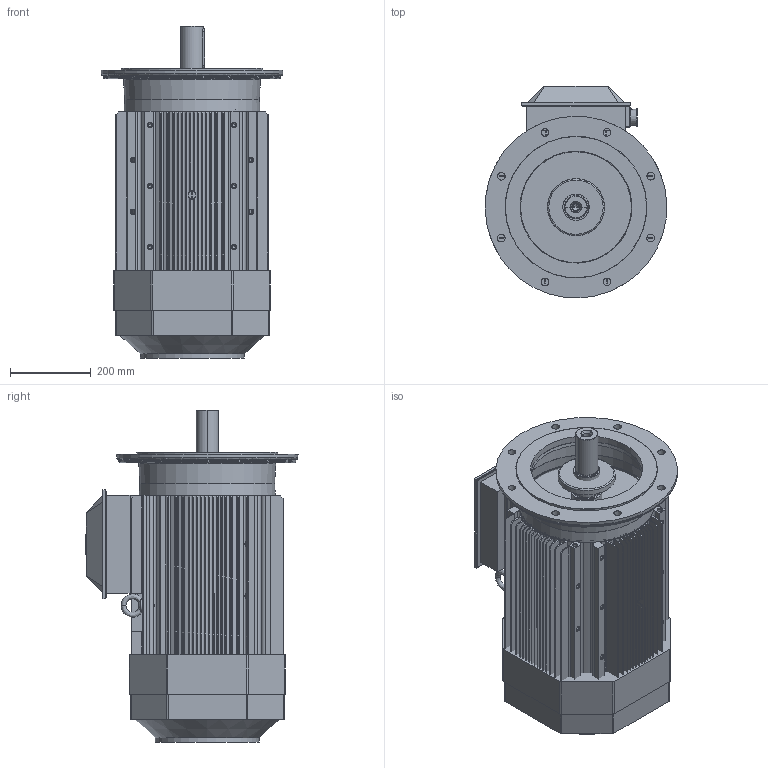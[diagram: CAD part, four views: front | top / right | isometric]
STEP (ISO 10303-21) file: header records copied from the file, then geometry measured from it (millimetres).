
FILE_DESCRIPTION(/* description */ (''),/* implementation_level */ '2;1');
FILE_NAME(/* name */ 'M2AA IE2 225 2P SMALL TERM.BOX B5.stp',/* time_stamp */ '2015-07-07T15:47:37+02:00',/* author */ (''),/* organization */ (''),/* preprocessor_version */ 'ST-DEVELOPER v14',/* originating_system */ 'SIEMENS PLM Software NX 8.0',/* authorisation */ '');
FILE_SCHEMA (('AUTOMOTIVE_DESIGN { 1 0 10303 214 3 1 1 1 }'));
Products named in the file (1): M2AA IE2 225 2P SMALL TERM.BOX B5_igs
Bounding box: 449.26 x 524.53 x 821.14 mm (x, y, z)
Volume: 40124752.2 mm3; surface area: 3718277.2 mm2
Topology: 6 solids, 1013 shells, 1212 faces, 5543 edges, 5204 vertices
Faces by surface type: cylinder 523, plane 508, cone 118, bspline 32, torus 31
Full cylindrical faces by diameter (mm): 3.3 x4, 5.5 x4, 10.106 x6, 10.2 x36, 11 x1, 12 x22, 16 x2, 19 x8, 20 x1, 20.127 x2, 30 x2, 34 x1, 40 x3, 44.942 x1, 47 x2, 256.433 x1, 323 x1, 331 x2, 350 x1
Entity records: 85436 total; most frequent: CARTESIAN_POINT 35707, DIRECTION 7403, ORIENTED_EDGE 5799, EDGE_CURVE 5318, VERTEX_POINT 5168, AXIS2_PLACEMENT_3D 2612, LINE 2179, VECTOR 2179
